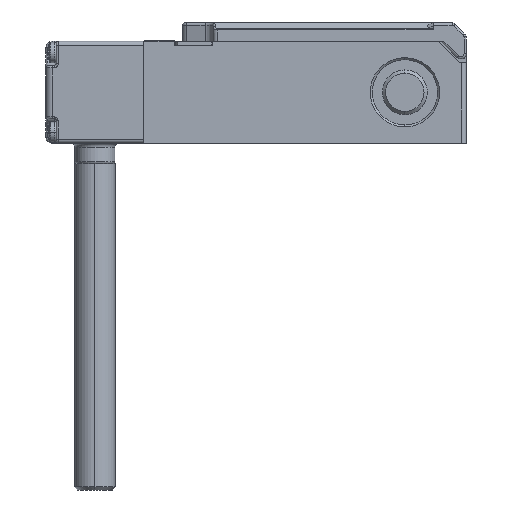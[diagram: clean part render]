
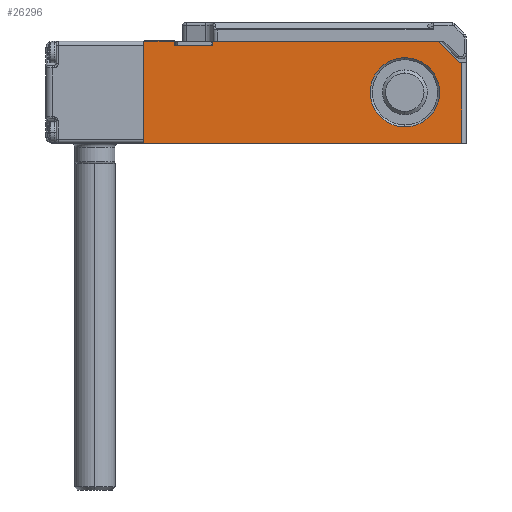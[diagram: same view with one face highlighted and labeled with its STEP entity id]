
A CAD part, left-side view. The second image highlights one B-rep face of the part: STEP entity #26296.
In plain terms, the highlighted planar face has unit normal (-1, 0, 0).
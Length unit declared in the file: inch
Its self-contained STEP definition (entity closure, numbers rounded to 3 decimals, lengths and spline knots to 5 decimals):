
#54 = DIRECTION ( 'NONE',  ( 1., 0., 0. ) ) ;
#282 = DIRECTION ( 'NONE',  ( 0., -1., 0. ) ) ;
#317 = EDGE_CURVE ( 'NONE', #55024, #39736, #31666, .T. ) ;
#519 = LINE ( 'NONE', #9588, #37380 ) ;
#1462 = LINE ( 'NONE', #8802, #35335 ) ;
#1730 = CARTESIAN_POINT ( 'NONE',  ( -0.49213, 0.59055, 0.49213 ) ) ;
#2555 = CARTESIAN_POINT ( 'NONE',  ( -0.49213, 2.81734, 0.98425 ) ) ;
#3233 = VERTEX_POINT ( 'NONE', #31560 ) ;
#4188 = EDGE_CURVE ( 'NONE', #54434, #61799, #55394, .T. ) ;
#4494 = EDGE_CURVE ( 'NONE', #39736, #33671, #519, .T. ) ;
#4622 = DIRECTION ( 'NONE',  ( 1., 0., 0. ) ) ;
#4873 = CARTESIAN_POINT ( 'NONE',  ( -0.49213, 2.44882, 0.94488 ) ) ;
#6118 = LINE ( 'NONE', #60134, #31722 ) ;
#6203 = CARTESIAN_POINT ( 'NONE',  ( -0.49213, 2.81734, 0.98425 ) ) ;
#6219 = VECTOR ( 'NONE', #58865, 39.37008 ) ;
#6582 = DIRECTION ( 'NONE',  ( 0., 1., 0. ) ) ;
#6696 = ORIENTED_EDGE ( 'NONE', *, *, #44348, .F. ) ;
#7243 = EDGE_LOOP ( 'NONE', ( #26060, #50028, #20207, #56899, #26299, #7499, #6696, #12759, #27858, #24151 ) ) ;
#7499 = ORIENTED_EDGE ( 'NONE', *, *, #47520, .F. ) ;
#7751 = LINE ( 'NONE', #6203, #6219 ) ;
#7852 = VERTEX_POINT ( 'NONE', #56851 ) ;
#8802 = CARTESIAN_POINT ( 'NONE',  ( -0.49213, 0.26772, 0.98425 ) ) ;
#8923 = CARTESIAN_POINT ( 'NONE',  ( -0.49213, 3.11024, 0.98425 ) ) ;
#9588 = CARTESIAN_POINT ( 'NONE',  ( -0.49213, 0.03937, 0.98425 ) ) ;
#11878 = LINE ( 'NONE', #8923, #61374 ) ;
#12131 = VECTOR ( 'NONE', #44091, 39.37008 ) ;
#12759 = ORIENTED_EDGE ( 'NONE', *, *, #21918, .F. ) ;
#13226 = CARTESIAN_POINT ( 'NONE',  ( -0.49213, 0.06299, 0.77953 ) ) ;
#13789 = DIRECTION ( 'NONE',  ( 0., -1., 0. ) ) ;
#13917 = CARTESIAN_POINT ( 'NONE',  ( -0.49213, 3.11024, 0. ) ) ;
#15385 = CARTESIAN_POINT ( 'NONE',  ( -0.49213, 3.11024, 0.98425 ) ) ;
#18523 = FACE_BOUND ( 'NONE', #46958, .T. ) ;
#18700 = EDGE_CURVE ( 'NONE', #24227, #52161, #41650, .T. ) ;
#20207 = ORIENTED_EDGE ( 'NONE', *, *, #23934, .T. ) ;
#21918 = EDGE_CURVE ( 'NONE', #52161, #41914, #36170, .T. ) ;
#22708 = VECTOR ( 'NONE', #46736, 39.37008 ) ;
#23451 = DIRECTION ( 'NONE',  ( 0., 0., -1. ) ) ;
#23934 = EDGE_CURVE ( 'NONE', #31049, #55024, #11878, .T. ) ;
#24151 = ORIENTED_EDGE ( 'NONE', *, *, #61578, .F. ) ;
#24227 = VERTEX_POINT ( 'NONE', #44528 ) ;
#26060 = ORIENTED_EDGE ( 'NONE', *, *, #46328, .T. ) ;
#26296 = ADVANCED_FACE ( 'NONE', ( #18523, #42450 ), #28915, .F. ) ;
#26299 = ORIENTED_EDGE ( 'NONE', *, *, #4494, .T. ) ;
#26467 = DIRECTION ( 'NONE',  ( 0., 1., 0. ) ) ;
#27858 = ORIENTED_EDGE ( 'NONE', *, *, #18700, .F. ) ;
#28432 = AXIS2_PLACEMENT_3D ( 'NONE', #33461, #4622, #38243 ) ;
#28681 = VERTEX_POINT ( 'NONE', #2555 ) ;
#28915 = PLANE ( 'NONE',  #36211 ) ;
#28933 = CARTESIAN_POINT ( 'NONE',  ( -0.49213, 2.79528, 0.94488 ) ) ;
#29766 = CARTESIAN_POINT ( 'NONE',  ( -0.49213, 0.26772, 0.98425 ) ) ;
#30175 = VECTOR ( 'NONE', #13789, 39.37008 ) ;
#30468 = VECTOR ( 'NONE', #38506, 39.37008 ) ;
#31049 = VERTEX_POINT ( 'NONE', #37657 ) ;
#31560 = CARTESIAN_POINT ( 'NONE',  ( -0.49213, 0.06299, 0.77953 ) ) ;
#31666 = LINE ( 'NONE', #13917, #30175 ) ;
#31722 = VECTOR ( 'NONE', #26467, 39.37008 ) ;
#33461 = CARTESIAN_POINT ( 'NONE',  ( -0.49213, 0.59055, 0.49213 ) ) ;
#33671 = VERTEX_POINT ( 'NONE', #49745 ) ;
#33739 = DIRECTION ( 'NONE',  ( 0., 1., 0. ) ) ;
#33792 = AXIS2_PLACEMENT_3D ( 'NONE', #1730, #35393, #6582 ) ;
#34956 = ORIENTED_EDGE ( 'NONE', *, *, #4188, .T. ) ;
#35335 = VECTOR ( 'NONE', #37543, 39.37008 ) ;
#35393 = DIRECTION ( 'NONE',  ( 1., 0., 0. ) ) ;
#35432 = LINE ( 'NONE', #13226, #22708 ) ;
#35748 = CIRCLE ( 'NONE', #33792, 0.33465 ) ;
#36074 = CARTESIAN_POINT ( 'NONE',  ( -0.49213, 0.03937, 0. ) ) ;
#36170 = LINE ( 'NONE', #15385, #12131 ) ;
#36211 = AXIS2_PLACEMENT_3D ( 'NONE', #38317, #54, #33739 ) ;
#37380 = VECTOR ( 'NONE', #43137, 39.37008 ) ;
#37543 = DIRECTION ( 'NONE',  ( 0., -0.707, -0.707 ) ) ;
#37657 = CARTESIAN_POINT ( 'NONE',  ( -0.49213, 3.11024, 0.98425 ) ) ;
#37695 = VECTOR ( 'NONE', #282, 39.37008 ) ;
#38243 = DIRECTION ( 'NONE',  ( 0., 1., 0. ) ) ;
#38317 = CARTESIAN_POINT ( 'NONE',  ( -0.49213, 3.11024, 0.98425 ) ) ;
#38506 = DIRECTION ( 'NONE',  ( 0., 0., 1. ) ) ;
#39025 = CARTESIAN_POINT ( 'NONE',  ( -0.49213, 2.44882, 0.98425 ) ) ;
#39736 = VERTEX_POINT ( 'NONE', #36074 ) ;
#41650 = LINE ( 'NONE', #4873, #30468 ) ;
#41914 = VERTEX_POINT ( 'NONE', #29766 ) ;
#42450 = FACE_OUTER_BOUND ( 'NONE', #7243, .T. ) ;
#43134 = EDGE_CURVE ( 'NONE', #28681, #31049, #6118, .T. ) ;
#43137 = DIRECTION ( 'NONE',  ( 0., 0., 1. ) ) ;
#43197 = ORIENTED_EDGE ( 'NONE', *, *, #51160, .T. ) ;
#44091 = DIRECTION ( 'NONE',  ( 0., -1., 0. ) ) ;
#44348 = EDGE_CURVE ( 'NONE', #41914, #3233, #1462, .T. ) ;
#44528 = CARTESIAN_POINT ( 'NONE',  ( -0.49213, 2.44882, 0.94488 ) ) ;
#46328 = EDGE_CURVE ( 'NONE', #7852, #28681, #7751, .T. ) ;
#46736 = DIRECTION ( 'NONE',  ( 0., -1., 0. ) ) ;
#46958 = EDGE_LOOP ( 'NONE', ( #34956, #43197 ) ) ;
#47520 = EDGE_CURVE ( 'NONE', #3233, #33671, #35432, .T. ) ;
#49745 = CARTESIAN_POINT ( 'NONE',  ( -0.49213, 0.03937, 0.77953 ) ) ;
#50028 = ORIENTED_EDGE ( 'NONE', *, *, #43134, .T. ) ;
#50380 = LINE ( 'NONE', #28933, #37695 ) ;
#51160 = EDGE_CURVE ( 'NONE', #61799, #54434, #35748, .T. ) ;
#52161 = VERTEX_POINT ( 'NONE', #39025 ) ;
#54434 = VERTEX_POINT ( 'NONE', #60223 ) ;
#54841 = CARTESIAN_POINT ( 'NONE',  ( -0.49213, 0.59055, 0.15748 ) ) ;
#55024 = VERTEX_POINT ( 'NONE', #61010 ) ;
#55394 = CIRCLE ( 'NONE', #28432, 0.33465 ) ;
#56851 = CARTESIAN_POINT ( 'NONE',  ( -0.49213, 2.81734, 0.94488 ) ) ;
#56899 = ORIENTED_EDGE ( 'NONE', *, *, #317, .T. ) ;
#58865 = DIRECTION ( 'NONE',  ( 0., 0., 1. ) ) ;
#60134 = CARTESIAN_POINT ( 'NONE',  ( -0.49213, 3.11024, 0.98425 ) ) ;
#60223 = CARTESIAN_POINT ( 'NONE',  ( -0.49213, 0.59055, 0.82677 ) ) ;
#61010 = CARTESIAN_POINT ( 'NONE',  ( -0.49213, 3.11024, 0. ) ) ;
#61374 = VECTOR ( 'NONE', #23451, 39.37008 ) ;
#61578 = EDGE_CURVE ( 'NONE', #7852, #24227, #50380, .T. ) ;
#61799 = VERTEX_POINT ( 'NONE', #54841 ) ;
